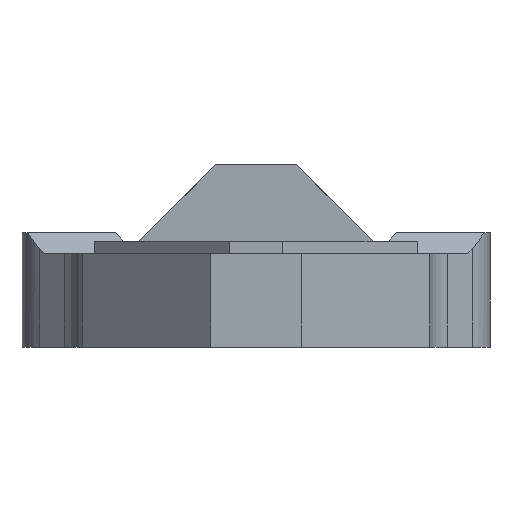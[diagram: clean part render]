
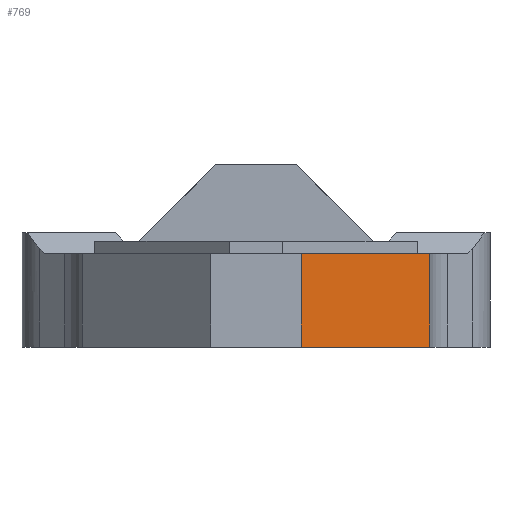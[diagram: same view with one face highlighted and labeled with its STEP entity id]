
A CAD part, left-side view. The second image highlights one B-rep face of the part: STEP entity #769.
In plain terms, the highlighted planar face has unit normal (-0.707, -0.707, 0).
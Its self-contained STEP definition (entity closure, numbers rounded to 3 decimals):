
#119 = EDGE_CURVE ( 'NONE', #4119, #4106, #1620, .T. ) ;
#377 = VERTEX_POINT ( 'NONE', #2066 ) ;
#380 = VERTEX_POINT ( 'NONE', #2070 ) ;
#385 = EDGE_CURVE ( 'NONE', #380, #377, #2119, .T. ) ;
#693 = ORIENTED_EDGE ( 'NONE', *, *, #119, .F. ) ;
#704 = EDGE_LOOP ( 'NONE', ( #719, #706, #693, #767 ) ) ;
#706 = ORIENTED_EDGE ( 'NONE', *, *, #4112, .F. ) ;
#719 = ORIENTED_EDGE ( 'NONE', *, *, #385, .F. ) ;
#767 = ORIENTED_EDGE ( 'NONE', *, *, #4107, .F. ) ;
#769 = ADVANCED_FACE ( 'NONE', ( #2703 ), #2653, .F. ) ;
#1619 = CARTESIAN_POINT ( 'NONE',  ( 17., 0., 0. ) ) ;
#1620 = LINE ( 'NONE', #1619, #1642 ) ;
#1641 = DIRECTION ( 'NONE',  ( -0.707, 0.707, 0. ) ) ;
#1642 = VECTOR ( 'NONE', #1641, 1000. ) ;
#2066 = CARTESIAN_POINT ( 'NONE',  ( 17., 0., 12.4 ) ) ;
#2070 = CARTESIAN_POINT ( 'NONE',  ( 0., 17., 12.4 ) ) ;
#2110 = DIRECTION ( 'NONE',  ( 0.707, -0.707, 0. ) ) ;
#2111 = VECTOR ( 'NONE', #2110, 1000. ) ;
#2113 = CARTESIAN_POINT ( 'NONE',  ( 6.5, 10.5, 12.4 ) ) ;
#2119 = LINE ( 'NONE', #2113, #2111 ) ;
#2653 = PLANE ( 'NONE',  #2711 ) ;
#2684 = DIRECTION ( 'NONE',  ( -0.707, 0.707, 0. ) ) ;
#2685 = DIRECTION ( 'NONE',  ( 0.707, 0.707, 0. ) ) ;
#2702 = CARTESIAN_POINT ( 'NONE',  ( 17., 0., 12.4 ) ) ;
#2703 = FACE_OUTER_BOUND ( 'NONE', #704, .T. ) ;
#2711 = AXIS2_PLACEMENT_3D ( 'NONE', #2702, #2685, #2684 ) ;
#3921 = VECTOR ( 'NONE', #3923, 1000. ) ;
#3923 = DIRECTION ( 'NONE',  ( 0., 0., -1. ) ) ;
#3924 = CARTESIAN_POINT ( 'NONE',  ( 17., 0., 12.4 ) ) ;
#3927 = LINE ( 'NONE', #3924, #3921 ) ;
#3928 = CARTESIAN_POINT ( 'NONE',  ( 0., 17., 0. ) ) ;
#3960 = CARTESIAN_POINT ( 'NONE',  ( 17., 0., 0. ) ) ;
#3962 = DIRECTION ( 'NONE',  ( 0., 0., 1. ) ) ;
#3963 = VECTOR ( 'NONE', #3962, 1000. ) ;
#3964 = CARTESIAN_POINT ( 'NONE',  ( 0., 17., 12.4 ) ) ;
#3965 = LINE ( 'NONE', #3964, #3963 ) ;
#4106 = VERTEX_POINT ( 'NONE', #3928 ) ;
#4107 = EDGE_CURVE ( 'NONE', #377, #4119, #3927, .T. ) ;
#4112 = EDGE_CURVE ( 'NONE', #4106, #380, #3965, .T. ) ;
#4119 = VERTEX_POINT ( 'NONE', #3960 ) ;
